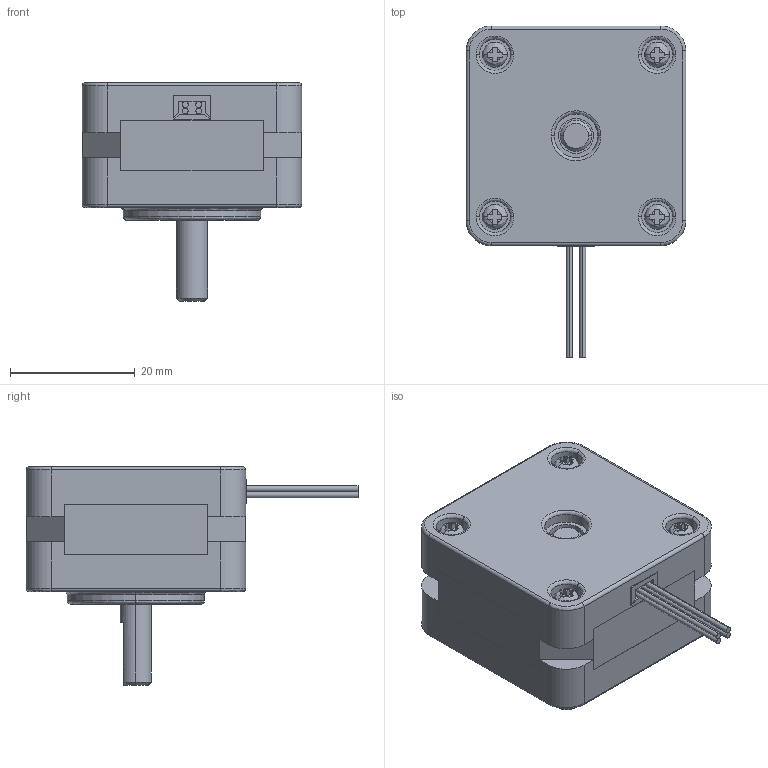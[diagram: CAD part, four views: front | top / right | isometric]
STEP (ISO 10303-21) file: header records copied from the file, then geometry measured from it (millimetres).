
FILE_DESCRIPTION (( 'STEP AP214' ), '1' );
FILE_NAME ('14HM08-0504S.STEP', '2018-03-05T05:24:49', ( '' ), ( '' ), 'SwSTEP 2.0', 'SolidWorks 2014', '' );
FILE_SCHEMA (( 'AUTOMOTIVE_DESIGN' ));
Length unit declared in the file: millimetre
Products named in the file (1): 14HM08-0504S
Bounding box: 35.21 x 53.21 x 35 mm (x, y, z)
Volume: 24954.5 mm3; surface area: 6415.3 mm2
Topology: 1 solids, 1 shells, 245 faces, 618 edges, 391 vertices
Faces by surface type: plane 138, cylinder 62, bspline 32, cone 13
Entity records: 10486 total; most frequent: CARTESIAN_POINT 2139, ORIENTED_EDGE 1220, DIRECTION 1099, EDGE_CURVE 610, VERTEX_POINT 391, AXIS2_PLACEMENT_3D 373, VECTOR 353, LINE 353
